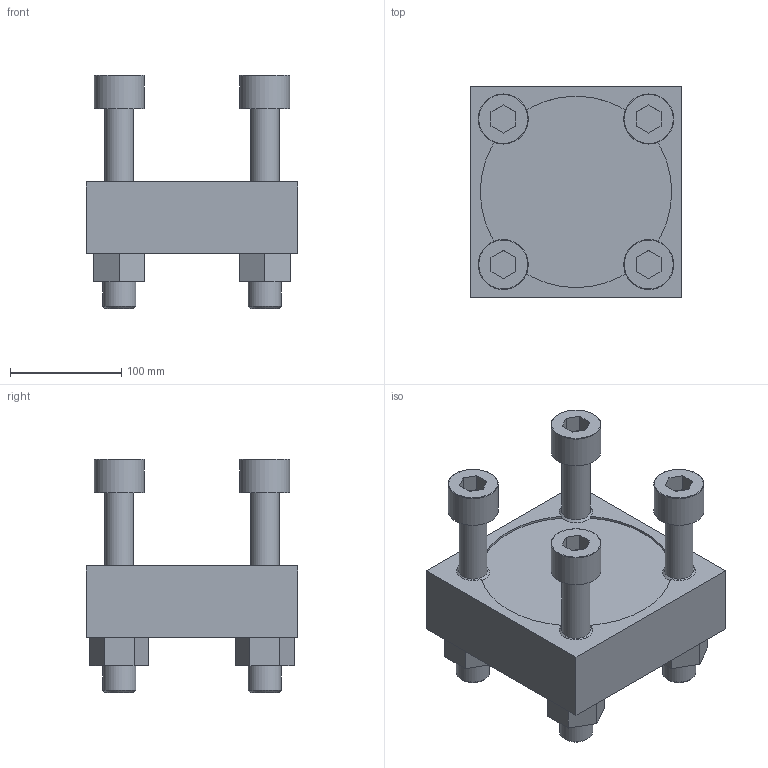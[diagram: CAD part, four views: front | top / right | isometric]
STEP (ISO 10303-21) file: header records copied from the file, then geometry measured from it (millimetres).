
FILE_DESCRIPTION(/* description */ ('STEP AP203'),/* implementation_level */ '2;1');
FILE_NAME(/* name */ 'Counter Blind Flange FGB 70-5-01',/* time_stamp */ '2025-01-17T14:36:37+01:00',/* author */ ('License CC BY-ND 4.0'),/* organization */ ('CADENAS'),/* preprocessor_version */ 'ST-DEVELOPER v19.3',/* originating_system */ 'PARTsolutions',/* authorisation */ ' ');
FILE_SCHEMA (('CONFIG_CONTROL_DESIGN'));
Length unit declared in the file: millimetre
Products named in the file (1): Gegen-Blindflansch FGB 70-5-01
Bounding box: 190 x 190 x 210 mm (x, y, z)
Volume: 2822006.8 mm3; surface area: 199032.2 mm2
Topology: 1 solids, 1 shells, 115 faces, 272 edges, 176 vertices
Faces by surface type: plane 75, cylinder 28, cone 8, torus 4
Full cylindrical faces by diameter (mm): 25.706 x4, 30 x4, 45 x4
Entity records: 3124 total; most frequent: CARTESIAN_POINT 548, DIRECTION 524, ORIENTED_EDGE 480, EDGE_CURVE 240, AXIS2_PLACEMENT_3D 176, LINE 172, VECTOR 172, VERTEX_POINT 168
